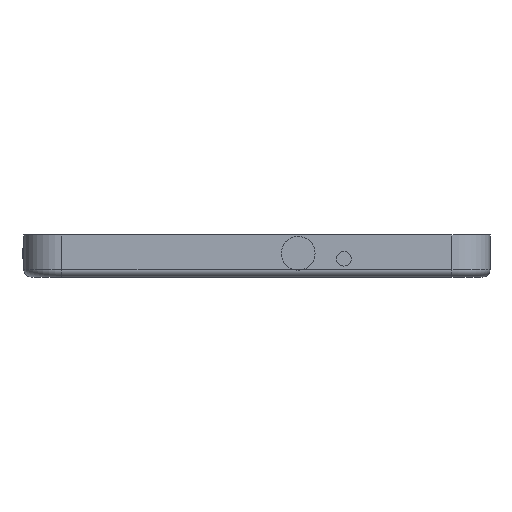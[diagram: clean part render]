
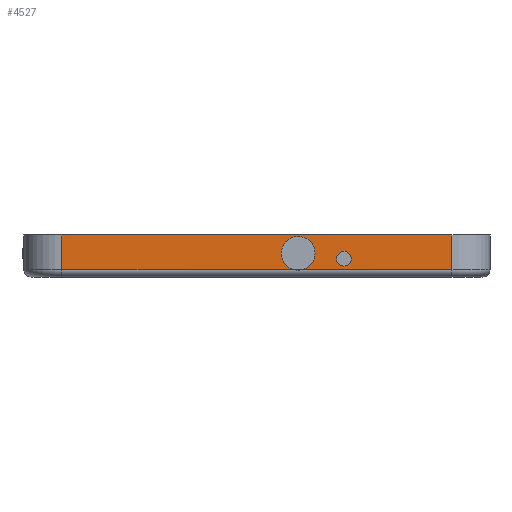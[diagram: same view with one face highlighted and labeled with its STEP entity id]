
A CAD part, left-side view. The second image highlights one B-rep face of the part: STEP entity #4527.
In plain terms, the highlighted planar face has unit normal (-1, 0, 0).
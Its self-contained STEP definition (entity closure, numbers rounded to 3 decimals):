
#607 = PLANE('',#608);
#608 = AXIS2_PLACEMENT_3D('',#609,#610,#611);
#609 = CARTESIAN_POINT('',(-106.,-53.39,9.5));
#610 = DIRECTION('',(0.,0.,1.));
#611 = DIRECTION('',(1.,0.,0.));
#662 = CYLINDRICAL_SURFACE('',#663,4.625);
#663 = AXIS2_PLACEMENT_3D('',#664,#665,#666);
#664 = CARTESIAN_POINT('',(-108.,-11.3,4.5));
#665 = DIRECTION('',(-1.,0.,0.));
#666 = DIRECTION('',(0.,-1.,0.));
#745 = CYLINDRICAL_SURFACE('',#746,2.);
#746 = AXIS2_PLACEMENT_3D('',#747,#748,#749);
#747 = CARTESIAN_POINT('',(-108.,-23.8,3.));
#748 = DIRECTION('',(-1.,0.,0.));
#749 = DIRECTION('',(0.,-1.,0.));
#2312 = EDGE_CURVE('',#2313,#2315,#2317,.T.);
#2313 = VERTEX_POINT('',#2314);
#2314 = CARTESIAN_POINT('',(-108.,-53.39,9.5));
#2315 = VERTEX_POINT('',#2316);
#2316 = CARTESIAN_POINT('',(-108.,53.39,9.5));
#2317 = SURFACE_CURVE('',#2318,(#2322,#2329),.PCURVE_S1.);
#2318 = LINE('',#2319,#2320);
#2319 = CARTESIAN_POINT('',(-108.,-53.39,9.5));
#2320 = VECTOR('',#2321,1.);
#2321 = DIRECTION('',(0.,1.,0.));
#2322 = PCURVE('',#607,#2323);
#2323 = DEFINITIONAL_REPRESENTATION('',(#2324),#2328);
#2324 = LINE('',#2325,#2326);
#2325 = CARTESIAN_POINT('',(-2.,0.));
#2326 = VECTOR('',#2327,1.);
#2327 = DIRECTION('',(0.,1.));
#2328 = ( GEOMETRIC_REPRESENTATION_CONTEXT(2) 
PARAMETRIC_REPRESENTATION_CONTEXT() REPRESENTATION_CONTEXT('2D SPACE',''
  ) );
#2329 = PCURVE('',#2330,#2335);
#2330 = PLANE('',#2331);
#2331 = AXIS2_PLACEMENT_3D('',#2332,#2333,#2334);
#2332 = CARTESIAN_POINT('',(-108.,-53.39,9.5));
#2333 = DIRECTION('',(-1.,0.,0.));
#2334 = DIRECTION('',(0.,0.,1.));
#2335 = DEFINITIONAL_REPRESENTATION('',(#2336),#2340);
#2336 = LINE('',#2337,#2338);
#2337 = CARTESIAN_POINT('',(0.,0.));
#2338 = VECTOR('',#2339,1.);
#2339 = DIRECTION('',(0.,1.));
#2340 = ( GEOMETRIC_REPRESENTATION_CONTEXT(2) 
PARAMETRIC_REPRESENTATION_CONTEXT() REPRESENTATION_CONTEXT('2D SPACE',''
  ) );
#2389 = VERTEX_POINT('',#2390);
#2390 = CARTESIAN_POINT('',(-108.,-15.925,4.5));
#2411 = EDGE_CURVE('',#2412,#2389,#2414,.T.);
#2412 = VERTEX_POINT('',#2413);
#2413 = CARTESIAN_POINT('',(-108.,-12.368,0.));
#2414 = SURFACE_CURVE('',#2415,(#2420,#2427),.PCURVE_S1.);
#2415 = CIRCLE('',#2416,4.625);
#2416 = AXIS2_PLACEMENT_3D('',#2417,#2418,#2419);
#2417 = CARTESIAN_POINT('',(-108.,-11.3,4.5));
#2418 = DIRECTION('',(-1.,0.,0.));
#2419 = DIRECTION('',(0.,-1.,0.));
#2420 = PCURVE('',#662,#2421);
#2421 = DEFINITIONAL_REPRESENTATION('',(#2422),#2426);
#2422 = LINE('',#2423,#2424);
#2423 = CARTESIAN_POINT('',(0.,0.));
#2424 = VECTOR('',#2425,1.);
#2425 = DIRECTION('',(1.,0.));
#2426 = ( GEOMETRIC_REPRESENTATION_CONTEXT(2) 
PARAMETRIC_REPRESENTATION_CONTEXT() REPRESENTATION_CONTEXT('2D SPACE',''
  ) );
#2427 = PCURVE('',#2330,#2428);
#2428 = DEFINITIONAL_REPRESENTATION('',(#2429),#2433);
#2429 = CIRCLE('',#2430,4.625);
#2430 = AXIS2_PLACEMENT_2D('',#2431,#2432);
#2431 = CARTESIAN_POINT('',(-5.,42.09));
#2432 = DIRECTION('',(0.,-1.));
#2433 = ( GEOMETRIC_REPRESENTATION_CONTEXT(2) 
PARAMETRIC_REPRESENTATION_CONTEXT() REPRESENTATION_CONTEXT('2D SPACE',''
  ) );
#2436 = VERTEX_POINT('',#2437);
#2437 = CARTESIAN_POINT('',(-108.,-10.232,0.));
#2465 = CYLINDRICAL_SURFACE('',#2466,2.);
#2466 = AXIS2_PLACEMENT_3D('',#2467,#2468,#2469);
#2467 = CARTESIAN_POINT('',(-106.,-53.39,0.));
#2468 = DIRECTION('',(0.,1.,0.));
#2469 = DIRECTION('',(1.,0.,0.));
#2484 = EDGE_CURVE('',#2389,#2436,#2485,.T.);
#2485 = SURFACE_CURVE('',#2486,(#2491,#2498),.PCURVE_S1.);
#2486 = CIRCLE('',#2487,4.625);
#2487 = AXIS2_PLACEMENT_3D('',#2488,#2489,#2490);
#2488 = CARTESIAN_POINT('',(-108.,-11.3,4.5));
#2489 = DIRECTION('',(-1.,0.,0.));
#2490 = DIRECTION('',(0.,-1.,0.));
#2491 = PCURVE('',#662,#2492);
#2492 = DEFINITIONAL_REPRESENTATION('',(#2493),#2497);
#2493 = LINE('',#2494,#2495);
#2494 = CARTESIAN_POINT('',(0.,0.));
#2495 = VECTOR('',#2496,1.);
#2496 = DIRECTION('',(1.,0.));
#2497 = ( GEOMETRIC_REPRESENTATION_CONTEXT(2) 
PARAMETRIC_REPRESENTATION_CONTEXT() REPRESENTATION_CONTEXT('2D SPACE',''
  ) );
#2498 = PCURVE('',#2330,#2499);
#2499 = DEFINITIONAL_REPRESENTATION('',(#2500),#2504);
#2500 = CIRCLE('',#2501,4.625);
#2501 = AXIS2_PLACEMENT_2D('',#2502,#2503);
#2502 = CARTESIAN_POINT('',(-5.,42.09));
#2503 = DIRECTION('',(0.,-1.));
#2504 = ( GEOMETRIC_REPRESENTATION_CONTEXT(2) 
PARAMETRIC_REPRESENTATION_CONTEXT() REPRESENTATION_CONTEXT('2D SPACE',''
  ) );
#2513 = EDGE_CURVE('',#2514,#2514,#2516,.T.);
#2514 = VERTEX_POINT('',#2515);
#2515 = CARTESIAN_POINT('',(-108.,-25.8,3.));
#2516 = SURFACE_CURVE('',#2517,(#2522,#2529),.PCURVE_S1.);
#2517 = CIRCLE('',#2518,2.);
#2518 = AXIS2_PLACEMENT_3D('',#2519,#2520,#2521);
#2519 = CARTESIAN_POINT('',(-108.,-23.8,3.));
#2520 = DIRECTION('',(-1.,0.,0.));
#2521 = DIRECTION('',(0.,-1.,0.));
#2522 = PCURVE('',#745,#2523);
#2523 = DEFINITIONAL_REPRESENTATION('',(#2524),#2528);
#2524 = LINE('',#2525,#2526);
#2525 = CARTESIAN_POINT('',(0.,0.));
#2526 = VECTOR('',#2527,1.);
#2527 = DIRECTION('',(1.,0.));
#2528 = ( GEOMETRIC_REPRESENTATION_CONTEXT(2) 
PARAMETRIC_REPRESENTATION_CONTEXT() REPRESENTATION_CONTEXT('2D SPACE',''
  ) );
#2529 = PCURVE('',#2330,#2530);
#2530 = DEFINITIONAL_REPRESENTATION('',(#2531),#2535);
#2531 = CIRCLE('',#2532,2.);
#2532 = AXIS2_PLACEMENT_2D('',#2533,#2534);
#2533 = CARTESIAN_POINT('',(-6.5,29.59));
#2534 = DIRECTION('',(0.,-1.));
#2535 = ( GEOMETRIC_REPRESENTATION_CONTEXT(2) 
PARAMETRIC_REPRESENTATION_CONTEXT() REPRESENTATION_CONTEXT('2D SPACE',''
  ) );
#2580 = CYLINDRICAL_SURFACE('',#2581,10.41);
#2581 = AXIS2_PLACEMENT_3D('',#2582,#2583,#2584);
#2582 = CARTESIAN_POINT('',(-97.59,-53.39,9.5));
#2583 = DIRECTION('',(0.,0.,-1.));
#2584 = DIRECTION('',(1.,0.,0.));
#2744 = CYLINDRICAL_SURFACE('',#2745,10.41);
#2745 = AXIS2_PLACEMENT_3D('',#2746,#2747,#2748);
#2746 = CARTESIAN_POINT('',(-97.59,53.39,9.5));
#2747 = DIRECTION('',(0.,0.,-1.));
#2748 = DIRECTION('',(1.,0.,0.));
#4527 = ADVANCED_FACE('',(#4528,#4621),#2330,.T.);
#4528 = FACE_BOUND('',#4529,.T.);
#4529 = EDGE_LOOP('',(#4530,#4553,#4574,#4575,#4598,#4619,#4620));
#4530 = ORIENTED_EDGE('',*,*,#4531,.F.);
#4531 = EDGE_CURVE('',#4532,#2412,#4534,.T.);
#4532 = VERTEX_POINT('',#4533);
#4533 = CARTESIAN_POINT('',(-108.,-53.39,0.));
#4534 = SURFACE_CURVE('',#4535,(#4539,#4546),.PCURVE_S1.);
#4535 = LINE('',#4536,#4537);
#4536 = CARTESIAN_POINT('',(-108.,-53.39,0.));
#4537 = VECTOR('',#4538,1.);
#4538 = DIRECTION('',(0.,1.,0.));
#4539 = PCURVE('',#2330,#4540);
#4540 = DEFINITIONAL_REPRESENTATION('',(#4541),#4545);
#4541 = LINE('',#4542,#4543);
#4542 = CARTESIAN_POINT('',(-9.5,0.));
#4543 = VECTOR('',#4544,1.);
#4544 = DIRECTION('',(0.,1.));
#4545 = ( GEOMETRIC_REPRESENTATION_CONTEXT(2) 
PARAMETRIC_REPRESENTATION_CONTEXT() REPRESENTATION_CONTEXT('2D SPACE',''
  ) );
#4546 = PCURVE('',#2465,#4547);
#4547 = DEFINITIONAL_REPRESENTATION('',(#4548),#4552);
#4548 = LINE('',#4549,#4550);
#4549 = CARTESIAN_POINT('',(3.142,0.));
#4550 = VECTOR('',#4551,1.);
#4551 = DIRECTION('',(0.,1.));
#4552 = ( GEOMETRIC_REPRESENTATION_CONTEXT(2) 
PARAMETRIC_REPRESENTATION_CONTEXT() REPRESENTATION_CONTEXT('2D SPACE',''
  ) );
#4553 = ORIENTED_EDGE('',*,*,#4554,.F.);
#4554 = EDGE_CURVE('',#2313,#4532,#4555,.T.);
#4555 = SURFACE_CURVE('',#4556,(#4560,#4567),.PCURVE_S1.);
#4556 = LINE('',#4557,#4558);
#4557 = CARTESIAN_POINT('',(-108.,-53.39,9.5));
#4558 = VECTOR('',#4559,1.);
#4559 = DIRECTION('',(0.,0.,-1.));
#4560 = PCURVE('',#2330,#4561);
#4561 = DEFINITIONAL_REPRESENTATION('',(#4562),#4566);
#4562 = LINE('',#4563,#4564);
#4563 = CARTESIAN_POINT('',(0.,0.));
#4564 = VECTOR('',#4565,1.);
#4565 = DIRECTION('',(-1.,0.));
#4566 = ( GEOMETRIC_REPRESENTATION_CONTEXT(2) 
PARAMETRIC_REPRESENTATION_CONTEXT() REPRESENTATION_CONTEXT('2D SPACE',''
  ) );
#4567 = PCURVE('',#2580,#4568);
#4568 = DEFINITIONAL_REPRESENTATION('',(#4569),#4573);
#4569 = LINE('',#4570,#4571);
#4570 = CARTESIAN_POINT('',(3.142,0.));
#4571 = VECTOR('',#4572,1.);
#4572 = DIRECTION('',(0.,1.));
#4573 = ( GEOMETRIC_REPRESENTATION_CONTEXT(2) 
PARAMETRIC_REPRESENTATION_CONTEXT() REPRESENTATION_CONTEXT('2D SPACE',''
  ) );
#4574 = ORIENTED_EDGE('',*,*,#2312,.T.);
#4575 = ORIENTED_EDGE('',*,*,#4576,.F.);
#4576 = EDGE_CURVE('',#4577,#2315,#4579,.T.);
#4577 = VERTEX_POINT('',#4578);
#4578 = CARTESIAN_POINT('',(-108.,53.39,0.));
#4579 = SURFACE_CURVE('',#4580,(#4584,#4591),.PCURVE_S1.);
#4580 = LINE('',#4581,#4582);
#4581 = CARTESIAN_POINT('',(-108.,53.39,9.5));
#4582 = VECTOR('',#4583,1.);
#4583 = DIRECTION('',(0.,0.,1.));
#4584 = PCURVE('',#2330,#4585);
#4585 = DEFINITIONAL_REPRESENTATION('',(#4586),#4590);
#4586 = LINE('',#4587,#4588);
#4587 = CARTESIAN_POINT('',(0.,106.78));
#4588 = VECTOR('',#4589,1.);
#4589 = DIRECTION('',(1.,0.));
#4590 = ( GEOMETRIC_REPRESENTATION_CONTEXT(2) 
PARAMETRIC_REPRESENTATION_CONTEXT() REPRESENTATION_CONTEXT('2D SPACE',''
  ) );
#4591 = PCURVE('',#2744,#4592);
#4592 = DEFINITIONAL_REPRESENTATION('',(#4593),#4597);
#4593 = LINE('',#4594,#4595);
#4594 = CARTESIAN_POINT('',(3.142,0.));
#4595 = VECTOR('',#4596,1.);
#4596 = DIRECTION('',(-0.,-1.));
#4597 = ( GEOMETRIC_REPRESENTATION_CONTEXT(2) 
PARAMETRIC_REPRESENTATION_CONTEXT() REPRESENTATION_CONTEXT('2D SPACE',''
  ) );
#4598 = ORIENTED_EDGE('',*,*,#4599,.F.);
#4599 = EDGE_CURVE('',#2436,#4577,#4600,.T.);
#4600 = SURFACE_CURVE('',#4601,(#4605,#4612),.PCURVE_S1.);
#4601 = LINE('',#4602,#4603);
#4602 = CARTESIAN_POINT('',(-108.,-53.39,0.));
#4603 = VECTOR('',#4604,1.);
#4604 = DIRECTION('',(0.,1.,0.));
#4605 = PCURVE('',#2330,#4606);
#4606 = DEFINITIONAL_REPRESENTATION('',(#4607),#4611);
#4607 = LINE('',#4608,#4609);
#4608 = CARTESIAN_POINT('',(-9.5,0.));
#4609 = VECTOR('',#4610,1.);
#4610 = DIRECTION('',(0.,1.));
#4611 = ( GEOMETRIC_REPRESENTATION_CONTEXT(2) 
PARAMETRIC_REPRESENTATION_CONTEXT() REPRESENTATION_CONTEXT('2D SPACE',''
  ) );
#4612 = PCURVE('',#2465,#4613);
#4613 = DEFINITIONAL_REPRESENTATION('',(#4614),#4618);
#4614 = LINE('',#4615,#4616);
#4615 = CARTESIAN_POINT('',(3.142,0.));
#4616 = VECTOR('',#4617,1.);
#4617 = DIRECTION('',(0.,1.));
#4618 = ( GEOMETRIC_REPRESENTATION_CONTEXT(2) 
PARAMETRIC_REPRESENTATION_CONTEXT() REPRESENTATION_CONTEXT('2D SPACE',''
  ) );
#4619 = ORIENTED_EDGE('',*,*,#2484,.F.);
#4620 = ORIENTED_EDGE('',*,*,#2411,.F.);
#4621 = FACE_BOUND('',#4622,.T.);
#4622 = EDGE_LOOP('',(#4623));
#4623 = ORIENTED_EDGE('',*,*,#2513,.F.);
